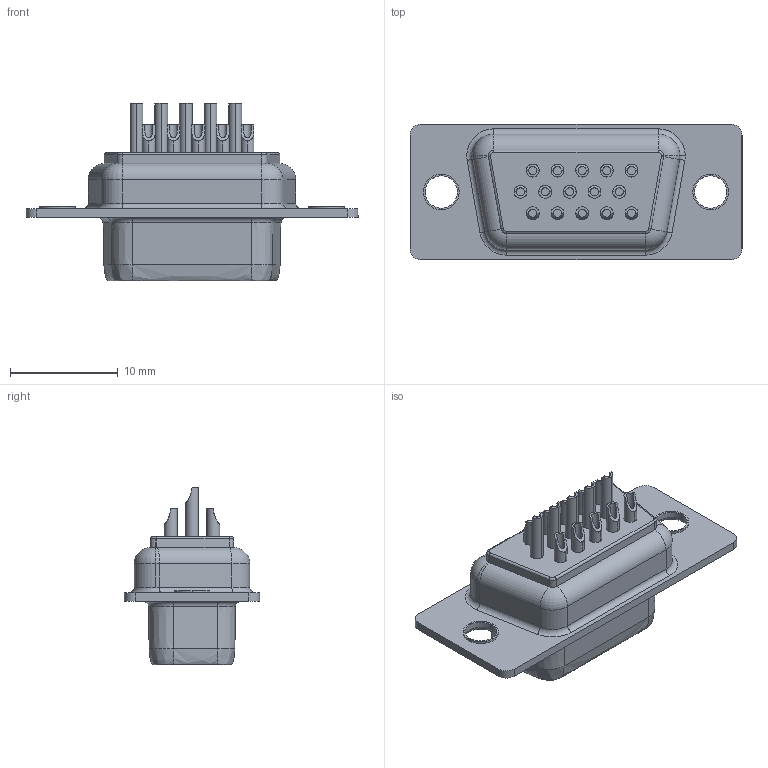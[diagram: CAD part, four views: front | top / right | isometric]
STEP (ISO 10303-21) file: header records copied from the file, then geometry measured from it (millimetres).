
FILE_DESCRIPTION (( 'STEP AP214' ), '1' );
FILE_NAME ('FDM1511-F0WS101W1K-REF.STEP', '2026-02-28T05:49:08', ( '' ), ( '' ), 'SwSTEP 2.0', 'SolidWorks 2021', '' );
FILE_SCHEMA (( 'AUTOMOTIVE_DESIGN' ));
Length unit declared in the file: millimetre
Products named in the file (1): FDM1511-F0WS101W1K-REF
Bounding box: 30.81 x 12.55 x 16.5 mm (x, y, z)
Volume: 1871.1 mm3; surface area: 1914.6 mm2
Topology: 1 solids, 1 shells, 278 faces, 641 edges, 399 vertices
Faces by surface type: cylinder 143, plane 67, cone 35, torus 25, bspline 8
Entity records: 8705 total; most frequent: CARTESIAN_POINT 2239, DIRECTION 1451, ORIENTED_EDGE 1282, EDGE_CURVE 641, AXIS2_PLACEMENT_3D 609, VERTEX_POINT 399, CIRCLE 338, EDGE_LOOP 316
